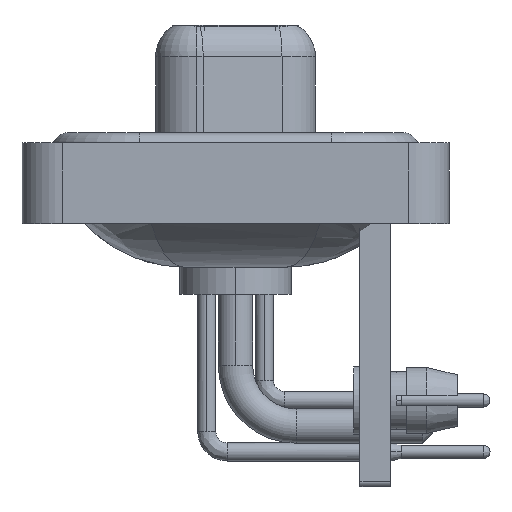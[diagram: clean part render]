
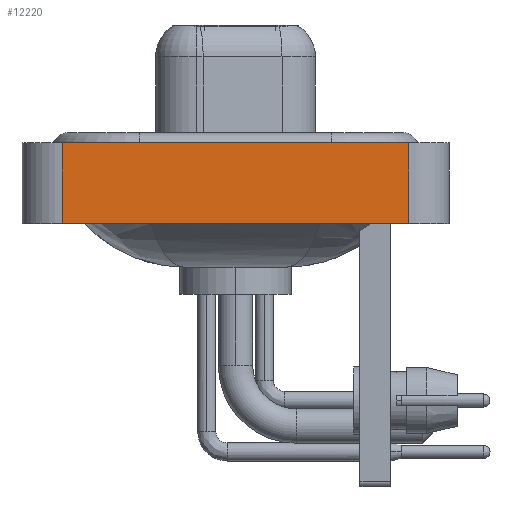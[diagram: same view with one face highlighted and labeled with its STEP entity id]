
A CAD part, left-side view. The second image highlights one B-rep face of the part: STEP entity #12220.
In plain terms, the highlighted planar face has unit normal (-1, 0, 0).
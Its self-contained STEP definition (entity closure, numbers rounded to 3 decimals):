
#751 = LINE ( 'NONE', #14207, #19221 ) ;
#1259 = VECTOR ( 'NONE', #7314, 1000. ) ;
#1686 = ORIENTED_EDGE ( 'NONE', *, *, #10802, .F. ) ;
#2468 = EDGE_CURVE ( 'NONE', #4504, #5087, #20706, .T. ) ;
#3109 = VERTEX_POINT ( 'NONE', #22754 ) ;
#4446 = EDGE_CURVE ( 'NONE', #3109, #15236, #12983, .T. ) ;
#4504 = VERTEX_POINT ( 'NONE', #22989 ) ;
#5087 = VERTEX_POINT ( 'NONE', #7674 ) ;
#5450 = DIRECTION ( 'NONE',  ( 0., 0., 1. ) ) ;
#7314 = DIRECTION ( 'NONE',  ( 0., 0., 1. ) ) ;
#7317 = CARTESIAN_POINT ( 'NONE',  ( -7.35, -8.55, 0.4 ) ) ;
#7447 = LINE ( 'NONE', #11299, #1259 ) ;
#7674 = CARTESIAN_POINT ( 'NONE',  ( -7.35, -8.55, -3.6 ) ) ;
#8276 = VECTOR ( 'NONE', #10333, 1000. ) ;
#10050 = ORIENTED_EDGE ( 'NONE', *, *, #17166, .T. ) ;
#10333 = DIRECTION ( 'NONE',  ( 0., -1., 0. ) ) ;
#10802 = EDGE_CURVE ( 'NONE', #4504, #3109, #751, .T. ) ;
#11299 = CARTESIAN_POINT ( 'NONE',  ( -7.35, -8.55, -3.6 ) ) ;
#12142 = VECTOR ( 'NONE', #14900, 1000. ) ;
#12220 = ADVANCED_FACE ( 'NONE', ( #13409 ), #13540, .T. ) ;
#12983 = LINE ( 'NONE', #7317, #12142 ) ;
#13008 = ORIENTED_EDGE ( 'NONE', *, *, #2468, .T. ) ;
#13078 = AXIS2_PLACEMENT_3D ( 'NONE', #15711, #21358, #5450 ) ;
#13409 = FACE_OUTER_BOUND ( 'NONE', #23084, .T. ) ;
#13540 = PLANE ( 'NONE',  #13078 ) ;
#14207 = CARTESIAN_POINT ( 'NONE',  ( -7.35, 8.55, -3.6 ) ) ;
#14900 = DIRECTION ( 'NONE',  ( 0., -1., 0. ) ) ;
#15236 = VERTEX_POINT ( 'NONE', #16973 ) ;
#15711 = CARTESIAN_POINT ( 'NONE',  ( -7.35, -8.55, -3.6 ) ) ;
#16008 = ORIENTED_EDGE ( 'NONE', *, *, #4446, .F. ) ;
#16134 = DIRECTION ( 'NONE',  ( 0., 0., 1. ) ) ;
#16973 = CARTESIAN_POINT ( 'NONE',  ( -7.35, -8.55, 0.4 ) ) ;
#17166 = EDGE_CURVE ( 'NONE', #5087, #15236, #7447, .T. ) ;
#18536 = CARTESIAN_POINT ( 'NONE',  ( -7.35, -8.55, -3.6 ) ) ;
#19221 = VECTOR ( 'NONE', #16134, 1000. ) ;
#20706 = LINE ( 'NONE', #18536, #8276 ) ;
#21358 = DIRECTION ( 'NONE',  ( -1., 0., 0. ) ) ;
#22754 = CARTESIAN_POINT ( 'NONE',  ( -7.35, 8.55, 0.4 ) ) ;
#22989 = CARTESIAN_POINT ( 'NONE',  ( -7.35, 8.55, -3.6 ) ) ;
#23084 = EDGE_LOOP ( 'NONE', ( #10050, #16008, #1686, #13008 ) ) ;
